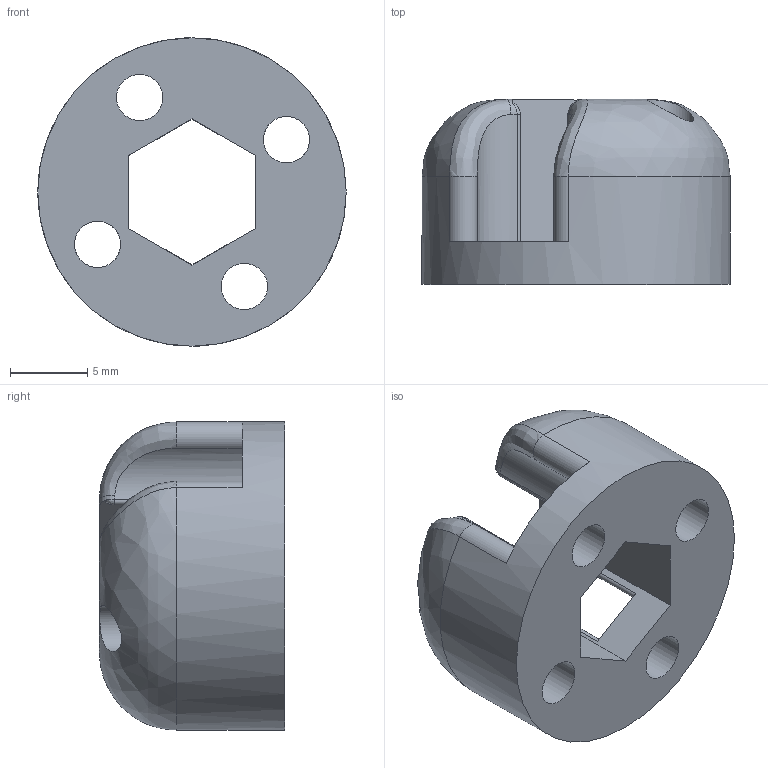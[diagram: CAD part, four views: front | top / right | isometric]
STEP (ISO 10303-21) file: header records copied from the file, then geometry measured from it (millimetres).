
FILE_DESCRIPTION(/* description */ (''),/* implementation_level */ '2;1');
FILE_NAME(/* name */ 'Rotation Bracket.step',/* time_stamp */ '2020-09-03T09:07:12+02:00',/* author */ (''),/* organization */ (''),/* preprocessor_version */ 'ST-DEVELOPER v18.1',/* originating_system */ 'Autodesk Translation Framework v9.2.0.1227',/* authorisation */ '');
FILE_SCHEMA (('AUTOMOTIVE_DESIGN { 1 0 10303 214 3 1 1 }'));
Length unit declared in the file: millimetre
Products named in the file (2): suctioncup Larger end effector; Rotation Bracket
Assembly tree (1 placements, depth 2):
  suctioncup Larger end effector
    Rotation Bracket
Bounding box: 20 x 12 x 20 mm (x, y, z)
Volume: 2018.9 mm3; surface area: 1663.3 mm2
Topology: 1 solids, 1 shells, 42 faces, 117 edges, 76 vertices
Faces by surface type: cylinder 17, plane 11, bspline 10, torus 4
Full cylindrical faces by diameter (mm): 3 x4, 20 x1
Entity records: 2213 total; most frequent: CARTESIAN_POINT 1108, ORIENTED_EDGE 234, DIRECTION 201, EDGE_CURVE 117, AXIS2_PLACEMENT_3D 81, VERTEX_POINT 76, EDGE_LOOP 51, CIRCLE 46
